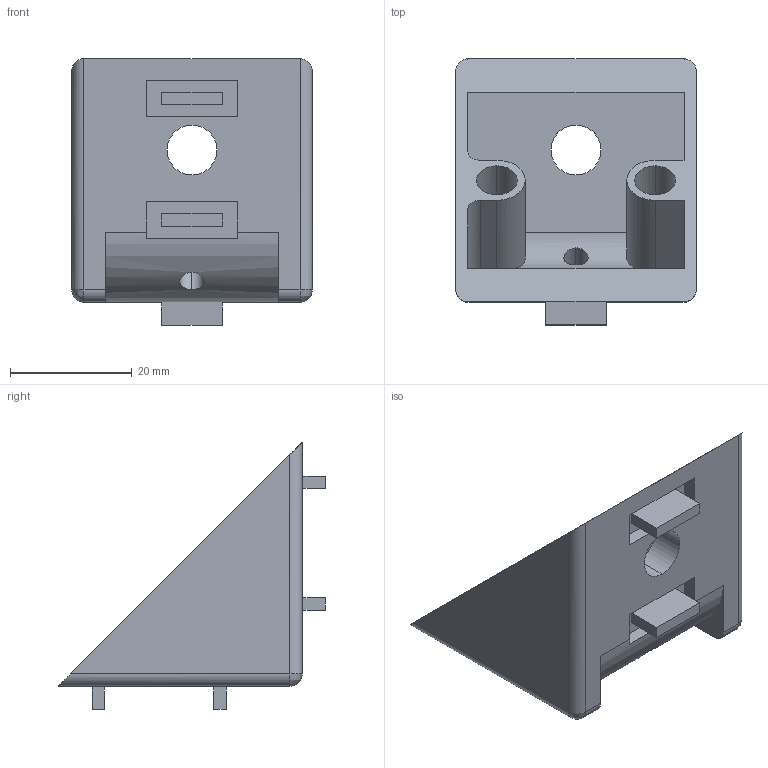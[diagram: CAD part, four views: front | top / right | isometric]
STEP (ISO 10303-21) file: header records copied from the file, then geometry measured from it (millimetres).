
FILE_DESCRIPTION (( 'STEP AP203' ), '1' );
FILE_NAME ('AL-310.1700À.01 Óãëîâîé ñîåäèíèòåëü 40x40, 40 ñåðèÿ, òèï 2.STEP', '2024-10-22T10:55:12', ( '' ), ( '' ), 'SwSTEP 2.0', 'SolidWorks 2021', '' );
FILE_SCHEMA (( 'CONFIG_CONTROL_DESIGN' ));
Length unit declared in the file: millimetre
Products named in the file (1): AL-310.1700À.01 Óãëîâîé ñîåäèíèòåëü 40x40, 40 ñåðèÿ, òèï 2
Bounding box: 39.5 x 43.8 x 43.8 mm (x, y, z)
Volume: 16529.5 mm3; surface area: 10321.4 mm2
Topology: 1 solids, 1 shells, 83 faces, 212 edges, 138 vertices
Faces by surface type: plane 57, cylinder 24, bspline 2
Entity records: 2855 total; most frequent: CARTESIAN_POINT 790, ORIENTED_EDGE 420, DIRECTION 384, EDGE_CURVE 210, LINE 160, VECTOR 160, VERTEX_POINT 138, AXIS2_PLACEMENT_3D 112
